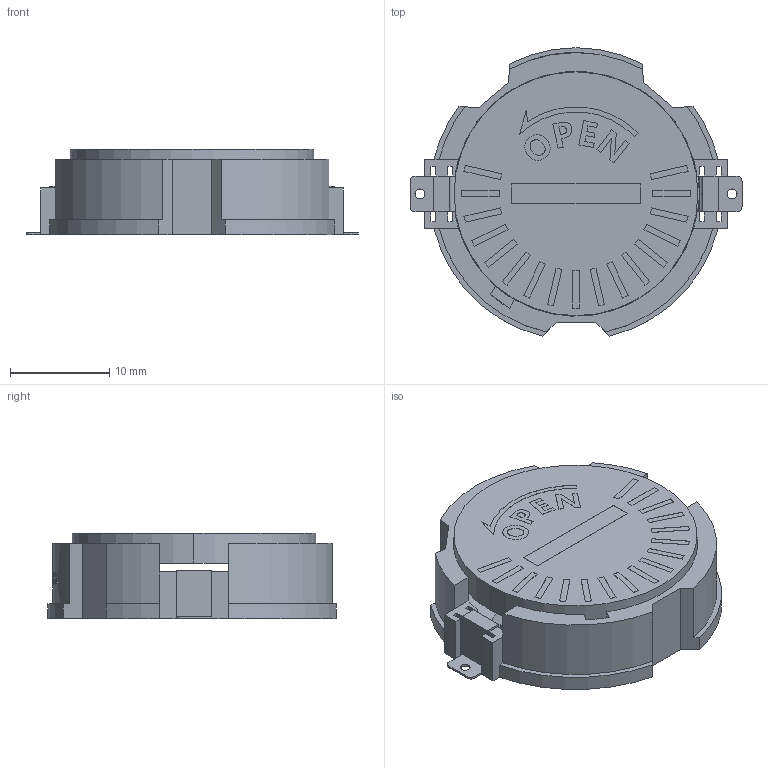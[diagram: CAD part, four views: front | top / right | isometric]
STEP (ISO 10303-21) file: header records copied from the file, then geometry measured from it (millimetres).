
FILE_DESCRIPTION (( 'STEP AP214' ), '1' );
FILE_NAME ('BAT-SMD_BS-24-B4AK014.step', '2022-06-16T10:57:36', ( '' ), ( '' ), 'SwSTEP 2.0', 'SolidWorks 2020', '' );
FILE_SCHEMA (( 'AUTOMOTIVE_DESIGN' ));
Length unit declared in the file: millimetre
Products named in the file (1): BAT-SMD_BS-24-B4AK014
Bounding box: 33.5 x 29.11 x 8.61 mm (x, y, z)
Volume: 3138.5 mm3; surface area: 3918.8 mm2
Topology: 4 solids, 4 shells, 537 faces, 1451 edges, 966 vertices
Faces by surface type: plane 334, bspline 138, cylinder 65
Entity records: 24748 total; most frequent: CARTESIAN_POINT 6405, ORIENTED_EDGE 2902, DIRECTION 1989, EDGE_CURVE 1451, VERTEX_POINT 966, VECTOR 817, LINE 817, AXIS2_PLACEMENT_3D 586
